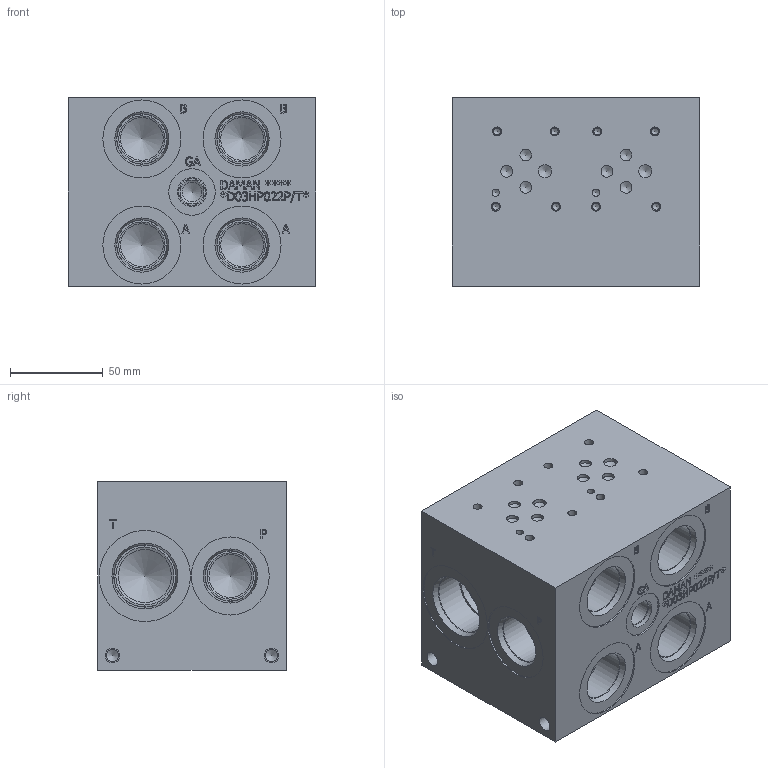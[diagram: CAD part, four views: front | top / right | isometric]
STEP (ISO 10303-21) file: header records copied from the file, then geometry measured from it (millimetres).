
FILE_DESCRIPTION(/* description */ (''),/* implementation_level */ '2;1');
FILE_NAME(/* name */ '_D03HP022P_T_.stp',/* time_stamp */ '2021-07-23T11:48:43-04:00',/* author */ ('anthonyv'),/* organization */ (''),/* preprocessor_version */ 'ST-DEVELOPER v18.1',/* originating_system */ 'Autodesk Inventor 2021',/* authorisation */ '');
FILE_SCHEMA (('AUTOMOTIVE_DESIGN { 1 0 10303 214 3 1 1 }'));
Length unit declared in the file: millimetre
Products named in the file (1): _D03HP022P_T_
Bounding box: 133.35 x 101.6 x 101.6 mm (x, y, z)
Volume: 1201167.8 mm3; surface area: 101727 mm2
Topology: 1 solids, 1 shells, 693 faces, 1890 edges, 1279 vertices
Faces by surface type: plane 403, bspline 155, cylinder 79, cone 56
Full cylindrical faces by diameter (mm): 3.785 x8, 3.962 x2, 4.826 x8, 6.35 x6, 6.528 x4, 7.137 x2, 7.925 x4, 10.719 x1, 12.9 x1, 14.275 x1, 15.596 x1, 23.012 x6, 24.917 x6, 25.019 x1, 26.99 x6, 27.432 x6, 28.575 x2, 31.267 x2, 33.34 x2, 33.757 x2, 42.037 x6, 49.124 x2
Entity records: 23119 total; most frequent: CARTESIAN_POINT 5847, ORIENTED_EDGE 3718, DIRECTION 2923, EDGE_CURVE 1859, VERTEX_POINT 1279, LINE 1253, VECTOR 1253, AXIS2_PLACEMENT_3D 835
